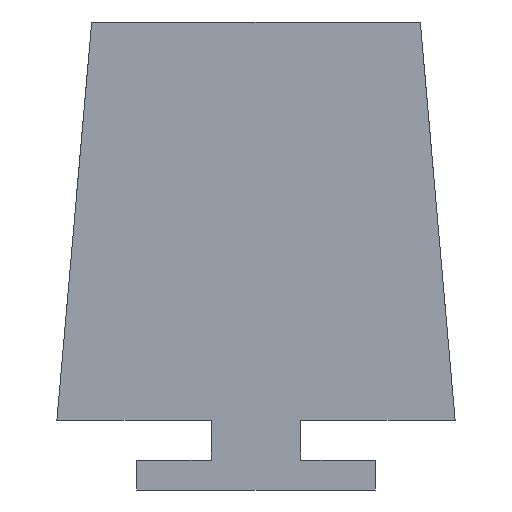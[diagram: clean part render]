
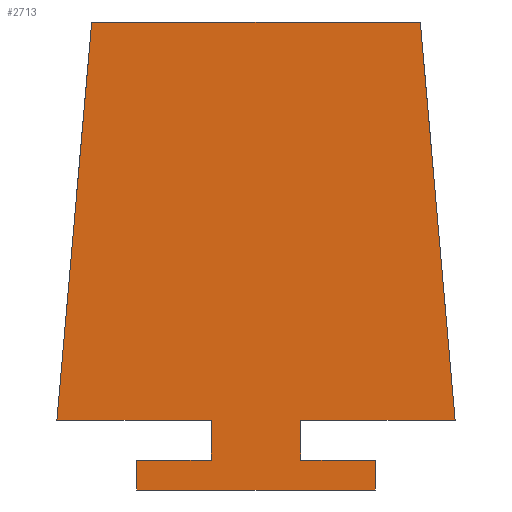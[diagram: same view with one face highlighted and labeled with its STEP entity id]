
A CAD part, front view. The second image highlights one B-rep face of the part: STEP entity #2713.
In plain terms, the highlighted planar face has unit normal (0, -1, 0).
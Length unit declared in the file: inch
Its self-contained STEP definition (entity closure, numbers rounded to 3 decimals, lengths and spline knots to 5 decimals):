
#2638=AXIS2_PLACEMENT_3D('Plane Axis2P3D',#2635,#2636,#2637) ;
#59=CARTESIAN_POINT('Vertex',(-1.25,0.,0.4375)) ;
#62=CARTESIAN_POINT('Line Origine',(-1.14064,0.,1.6875)) ;
#66=CARTESIAN_POINT('Vertex',(-1.03128,0.,2.9375)) ;
#921=CARTESIAN_POINT('Vertex',(1.03128,0.,2.9375)) ;
#926=CARTESIAN_POINT('Line Origine',(1.14064,0.,1.6875)) ;
#930=CARTESIAN_POINT('Vertex',(1.25,0.,0.4375)) ;
#2537=CARTESIAN_POINT('Line Origine',(0.76563,0.,0.4375)) ;
#2541=CARTESIAN_POINT('Vertex',(0.28125,0.,0.4375)) ;
#2635=CARTESIAN_POINT('Axis2P3D Location',(0.,0.,0.)) ;
#2640=CARTESIAN_POINT('Line Origine',(-0.76563,0.,0.4375)) ;
#2644=CARTESIAN_POINT('Vertex',(-0.28125,0.,0.4375)) ;
#2647=CARTESIAN_POINT('Line Origine',(-0.28125,0.,0.3125)) ;
#2651=CARTESIAN_POINT('Vertex',(-0.28125,0.,0.1875)) ;
#2654=CARTESIAN_POINT('Line Origine',(-0.51563,0.,0.1875)) ;
#2658=CARTESIAN_POINT('Vertex',(-0.75,0.,0.1875)) ;
#2661=CARTESIAN_POINT('Line Origine',(-0.75,0.,0.09375)) ;
#2665=CARTESIAN_POINT('Vertex',(-0.75,0.,0.)) ;
#2668=CARTESIAN_POINT('Line Origine',(0.,0.,0.)) ;
#2672=CARTESIAN_POINT('Vertex',(0.75,0.,0.)) ;
#2675=CARTESIAN_POINT('Line Origine',(0.75,0.,0.09375)) ;
#2679=CARTESIAN_POINT('Vertex',(0.75,0.,0.1875)) ;
#2682=CARTESIAN_POINT('Line Origine',(0.51563,0.,0.1875)) ;
#2686=CARTESIAN_POINT('Vertex',(0.28125,0.,0.1875)) ;
#2689=CARTESIAN_POINT('Line Origine',(0.28125,0.,0.3125)) ;
#2694=CARTESIAN_POINT('Line Origine',(0.,0.,2.9375)) ;
#63=DIRECTION('Vector Direction',(-0.087,0.,-0.996)) ;
#927=DIRECTION('Vector Direction',(-0.087,0.,0.996)) ;
#2538=DIRECTION('Vector Direction',(-1.,0.,0.)) ;
#2636=DIRECTION('Axis2P3D Direction',(0.,1.,0.)) ;
#2637=DIRECTION('Axis2P3D XDirection',(-1.,0.,0.)) ;
#2641=DIRECTION('Vector Direction',(-1.,0.,0.)) ;
#2648=DIRECTION('Vector Direction',(0.,0.,-1.)) ;
#2655=DIRECTION('Vector Direction',(1.,0.,0.)) ;
#2662=DIRECTION('Vector Direction',(0.,0.,-1.)) ;
#2669=DIRECTION('Vector Direction',(-1.,0.,0.)) ;
#2676=DIRECTION('Vector Direction',(0.,0.,-1.)) ;
#2683=DIRECTION('Vector Direction',(1.,0.,0.)) ;
#2690=DIRECTION('Vector Direction',(0.,0.,-1.)) ;
#2695=DIRECTION('Vector Direction',(1.,0.,0.)) ;
#64=VECTOR('Line Direction',#63,0.03937) ;
#928=VECTOR('Line Direction',#927,0.03937) ;
#2539=VECTOR('Line Direction',#2538,0.03937) ;
#2642=VECTOR('Line Direction',#2641,0.03937) ;
#2649=VECTOR('Line Direction',#2648,0.03937) ;
#2656=VECTOR('Line Direction',#2655,0.03937) ;
#2663=VECTOR('Line Direction',#2662,0.03937) ;
#2670=VECTOR('Line Direction',#2669,0.03937) ;
#2677=VECTOR('Line Direction',#2676,0.03937) ;
#2684=VECTOR('Line Direction',#2683,0.03937) ;
#2691=VECTOR('Line Direction',#2690,0.03937) ;
#2696=VECTOR('Line Direction',#2695,0.03937) ;
#2700=ORIENTED_EDGE('',*,*,#2646,.T.) ;
#2701=ORIENTED_EDGE('',*,*,#2653,.T.) ;
#2702=ORIENTED_EDGE('',*,*,#2660,.T.) ;
#2703=ORIENTED_EDGE('',*,*,#2667,.T.) ;
#2704=ORIENTED_EDGE('',*,*,#2674,.T.) ;
#2705=ORIENTED_EDGE('',*,*,#2681,.F.) ;
#2706=ORIENTED_EDGE('',*,*,#2688,.F.) ;
#2707=ORIENTED_EDGE('',*,*,#2693,.F.) ;
#2708=ORIENTED_EDGE('',*,*,#2543,.T.) ;
#2709=ORIENTED_EDGE('',*,*,#932,.F.) ;
#2710=ORIENTED_EDGE('',*,*,#2698,.T.) ;
#2711=ORIENTED_EDGE('',*,*,#68,.F.) ;
#2713=ADVANCED_FACE('MASTER MODEL',(#2712),#2639,.F.) ;
#68=EDGE_CURVE('',#60,#67,#65,.F.) ;
#932=EDGE_CURVE('',#922,#931,#929,.F.) ;
#2543=EDGE_CURVE('',#2542,#931,#2540,.F.) ;
#2646=EDGE_CURVE('',#60,#2645,#2643,.F.) ;
#2653=EDGE_CURVE('',#2645,#2652,#2650,.T.) ;
#2660=EDGE_CURVE('',#2652,#2659,#2657,.F.) ;
#2667=EDGE_CURVE('',#2659,#2666,#2664,.T.) ;
#2674=EDGE_CURVE('',#2666,#2673,#2671,.F.) ;
#2681=EDGE_CURVE('',#2680,#2673,#2678,.T.) ;
#2688=EDGE_CURVE('',#2687,#2680,#2685,.T.) ;
#2693=EDGE_CURVE('',#2542,#2687,#2692,.T.) ;
#2698=EDGE_CURVE('',#922,#67,#2697,.F.) ;
#2699=EDGE_LOOP('',(#2700,#2701,#2702,#2703,#2704,#2705,#2706,#2707,#2708,#2709,#2710,#2711)) ;
#2712=FACE_OUTER_BOUND('',#2699,.T.) ;
#65=LINE('Line',#62,#64) ;
#929=LINE('Line',#926,#928) ;
#2540=LINE('Line',#2537,#2539) ;
#2643=LINE('Line',#2640,#2642) ;
#2650=LINE('Line',#2647,#2649) ;
#2657=LINE('Line',#2654,#2656) ;
#2664=LINE('Line',#2661,#2663) ;
#2671=LINE('Line',#2668,#2670) ;
#2678=LINE('Line',#2675,#2677) ;
#2685=LINE('Line',#2682,#2684) ;
#2692=LINE('Line',#2689,#2691) ;
#2697=LINE('Line',#2694,#2696) ;
#2639=PLANE('',#2638) ;
#60=VERTEX_POINT('',#59) ;
#67=VERTEX_POINT('',#66) ;
#922=VERTEX_POINT('',#921) ;
#931=VERTEX_POINT('',#930) ;
#2542=VERTEX_POINT('',#2541) ;
#2645=VERTEX_POINT('',#2644) ;
#2652=VERTEX_POINT('',#2651) ;
#2659=VERTEX_POINT('',#2658) ;
#2666=VERTEX_POINT('',#2665) ;
#2673=VERTEX_POINT('',#2672) ;
#2680=VERTEX_POINT('',#2679) ;
#2687=VERTEX_POINT('',#2686) ;
